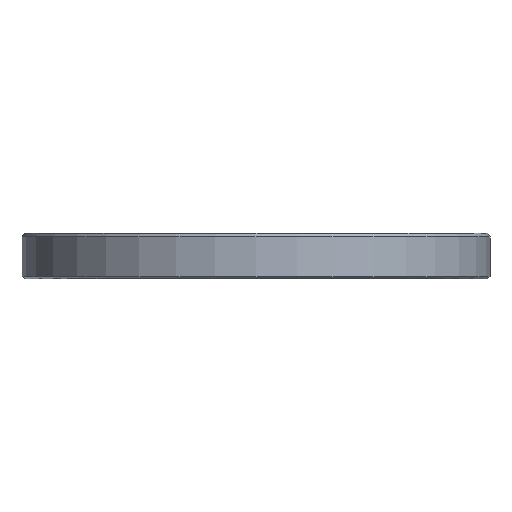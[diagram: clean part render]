
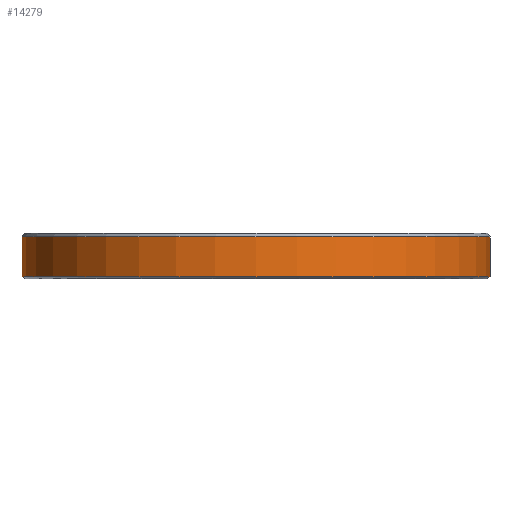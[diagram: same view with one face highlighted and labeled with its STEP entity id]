
A CAD part, front view. The second image highlights one B-rep face of the part: STEP entity #14279.
In plain terms, the highlighted cylindrical face has radius 25.845 mm (diameter 51.689 mm), a partial arc.
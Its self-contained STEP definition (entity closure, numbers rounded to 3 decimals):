
#817 = CARTESIAN_POINT ( 'NONE',  ( 0., 0., -0.44 ) ) ;
#957 = DIRECTION ( 'NONE',  ( -1., 0., 0. ) ) ;
#1252 = VERTEX_POINT ( 'NONE', #16074 ) ;
#1344 = VERTEX_POINT ( 'NONE', #23275 ) ;
#1929 = CIRCLE ( 'NONE', #19243, 25.844 ) ;
#2324 = EDGE_CURVE ( 'NONE', #1252, #1344, #10519, .T. ) ;
#2784 = DIRECTION ( 'NONE',  ( 1., 0., 0. ) ) ;
#3598 = LINE ( 'NONE', #11441, #13344 ) ;
#5152 = DIRECTION ( 'NONE',  ( -1., 0., 0. ) ) ;
#6927 = DIRECTION ( 'NONE',  ( 0., 0., -1. ) ) ;
#8527 = EDGE_CURVE ( 'NONE', #22872, #1252, #21837, .T. ) ;
#8653 = ORIENTED_EDGE ( 'NONE', *, *, #11711, .T. ) ;
#9493 = DIRECTION ( 'NONE',  ( 0., 0., -1. ) ) ;
#10519 = LINE ( 'NONE', #24343, #24771 ) ;
#11441 = CARTESIAN_POINT ( 'NONE',  ( 25.844, 0., -5.08 ) ) ;
#11462 = EDGE_LOOP ( 'NONE', ( #12451, #21129, #17824, #8653 ) ) ;
#11711 = EDGE_CURVE ( 'NONE', #1344, #24758, #1929, .T. ) ;
#12449 = CYLINDRICAL_SURFACE ( 'NONE', #12914, 25.844 ) ;
#12451 = ORIENTED_EDGE ( 'NONE', *, *, #16912, .F. ) ;
#12648 = DIRECTION ( 'NONE',  ( 0., 0., 1. ) ) ;
#12743 = DIRECTION ( 'NONE',  ( 0., 0., -1. ) ) ;
#12815 = CARTESIAN_POINT ( 'NONE',  ( 0., 0., -5.08 ) ) ;
#12914 = AXIS2_PLACEMENT_3D ( 'NONE', #12815, #6927, #5152 ) ;
#13344 = VECTOR ( 'NONE', #9493, 1000. ) ;
#14279 = ADVANCED_FACE ( 'NONE', ( #20036 ), #12449, .T. ) ;
#14437 = DIRECTION ( 'NONE',  ( 0., 0., -1. ) ) ;
#16074 = CARTESIAN_POINT ( 'NONE',  ( -25.844, 0., -0.44 ) ) ;
#16912 = EDGE_CURVE ( 'NONE', #22872, #24758, #3598, .T. ) ;
#17824 = ORIENTED_EDGE ( 'NONE', *, *, #2324, .T. ) ;
#19243 = AXIS2_PLACEMENT_3D ( 'NONE', #24254, #12648, #957 ) ;
#19614 = CARTESIAN_POINT ( 'NONE',  ( 25.844, 0., -0.44 ) ) ;
#19916 = AXIS2_PLACEMENT_3D ( 'NONE', #817, #14437, #2784 ) ;
#20036 = FACE_OUTER_BOUND ( 'NONE', #11462, .T. ) ;
#21129 = ORIENTED_EDGE ( 'NONE', *, *, #8527, .T. ) ;
#21837 = CIRCLE ( 'NONE', #19916, 25.844 ) ;
#22642 = CARTESIAN_POINT ( 'NONE',  ( 25.844, 0., -4.826 ) ) ;
#22872 = VERTEX_POINT ( 'NONE', #19614 ) ;
#23275 = CARTESIAN_POINT ( 'NONE',  ( -25.844, 0., -4.826 ) ) ;
#24254 = CARTESIAN_POINT ( 'NONE',  ( 0., 0., -4.826 ) ) ;
#24343 = CARTESIAN_POINT ( 'NONE',  ( -25.844, 0., -5.08 ) ) ;
#24758 = VERTEX_POINT ( 'NONE', #22642 ) ;
#24771 = VECTOR ( 'NONE', #12743, 1000. ) ;
